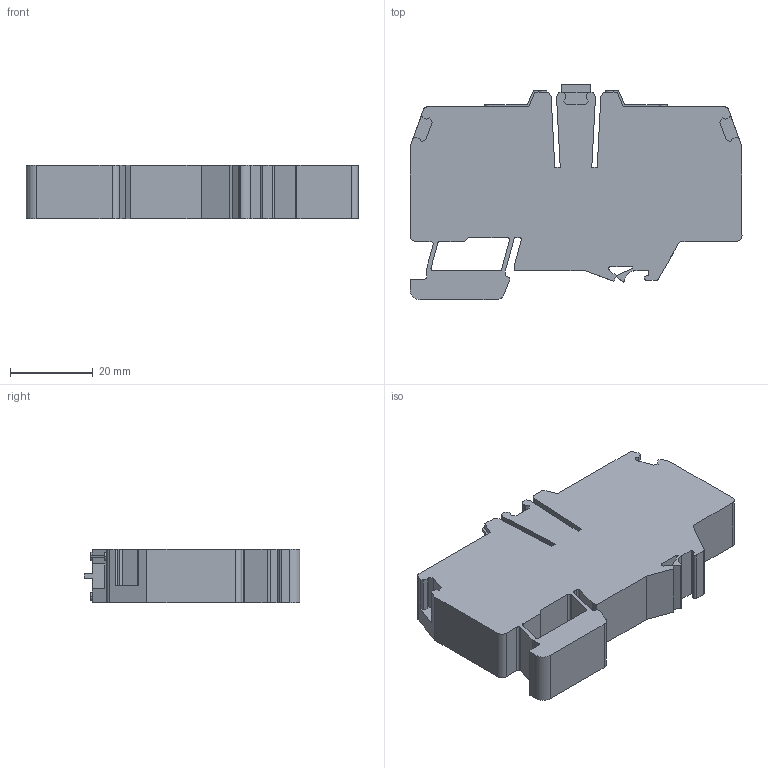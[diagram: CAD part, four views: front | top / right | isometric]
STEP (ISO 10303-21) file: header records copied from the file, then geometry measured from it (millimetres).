
FILE_DESCRIPTION((''),'2;1');
FILE_NAME('ASM0001_ASM','2022-07-15T08:14:09',('klemen.sitar'),('Audax d.o.o.'),'CREO PARAMETRIC BY PTC INC, 2021304','CREO PARAMETRIC BY PTC INC, 2021304','');
FILE_SCHEMA(('AP242_MANAGED_MODEL_BASED_3D_ENGINEERING_MIM_LF { 1 0 10303 442 1 1 4 }'));
Length unit declared in the file: millimetre
Products named in the file (2): ISOLANTE_HMR_16-D-GR_DOPP-66750; ASM0001_ASM
Assembly tree (1 placements, depth 2):
  ASM0001_ASM
    ISOLANTE_HMR_16-D-GR_DOPP-66750
Bounding box: 80 x 52 x 12.8 mm (x, y, z)
Volume: 37215.3 mm3; surface area: 11908.1 mm2
Topology: 1 solids, 1 shells, 214 faces, 620 edges, 412 vertices
Faces by surface type: plane 167, cylinder 47
Entity records: 10536 total; most frequent: CARTESIAN_POINT 1254, ORIENTED_EDGE 1240, DIRECTION 1150, PRESENTATION_STYLE_ASSIGNMENT 836, STYLED_ITEM 836, CURVE_STYLE 621, EDGE_CURVE 620, VECTOR 526
